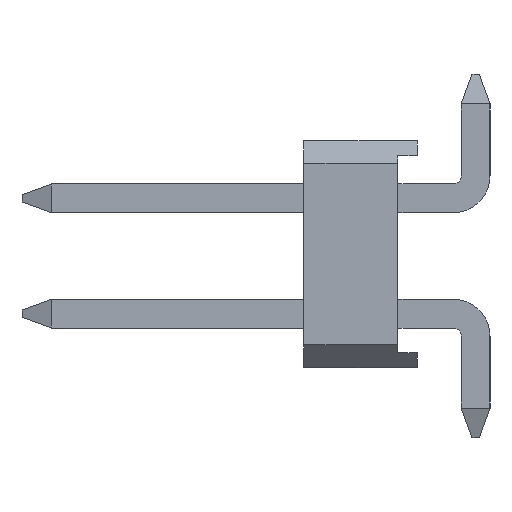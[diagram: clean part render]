
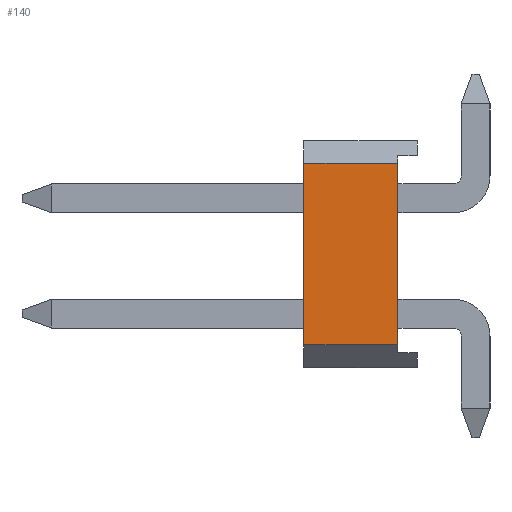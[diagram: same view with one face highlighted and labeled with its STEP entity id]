
A CAD part, left-side view. The second image highlights one B-rep face of the part: STEP entity #140.
In plain terms, the highlighted face is planar.
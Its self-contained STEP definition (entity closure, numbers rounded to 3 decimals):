
#67 = CARTESIAN_POINT ( 'NONE',  ( -0.77, 2.5, -2.54 ) ) ;
#75 = CARTESIAN_POINT ( 'NONE',  ( 3.23, 0.43, -2.54 ) ) ;
#120 = VECTOR ( 'NONE', #1668, 1000. ) ;
#140 = ADVANCED_FACE ( 'NONE', ( #187 ), #646, .F. ) ;
#166 = VERTEX_POINT ( 'NONE', #67 ) ;
#187 = FACE_OUTER_BOUND ( 'NONE', #1477, .T. ) ;
#253 = DIRECTION ( 'NONE',  ( 0., 1., 0. ) ) ;
#349 = VECTOR ( 'NONE', #1632, 1000. ) ;
#452 = AXIS2_PLACEMENT_3D ( 'NONE', #1735, #482, #652 ) ;
#482 = DIRECTION ( 'NONE',  ( 0., 0., 1. ) ) ;
#497 = EDGE_CURVE ( 'NONE', #1493, #978, #1164, .T. ) ;
#555 = VECTOR ( 'NONE', #253, 1000. ) ;
#572 = ORIENTED_EDGE ( 'NONE', *, *, #497, .F. ) ;
#646 = PLANE ( 'NONE',  #452 ) ;
#652 = DIRECTION ( 'NONE',  ( 1., 0., 0. ) ) ;
#674 = CARTESIAN_POINT ( 'NONE',  ( 0., 2.5, -2.54 ) ) ;
#714 = LINE ( 'NONE', #1253, #120 ) ;
#739 = LINE ( 'NONE', #1280, #1060 ) ;
#789 = EDGE_CURVE ( 'NONE', #940, #1493, #739, .T. ) ;
#816 = CARTESIAN_POINT ( 'NONE',  ( 3.23, 2.5, -2.54 ) ) ;
#922 = CARTESIAN_POINT ( 'NONE',  ( 3.23, 2.5, -2.54 ) ) ;
#940 = VERTEX_POINT ( 'NONE', #1730 ) ;
#978 = VERTEX_POINT ( 'NONE', #922 ) ;
#1060 = VECTOR ( 'NONE', #1408, 1000. ) ;
#1164 = LINE ( 'NONE', #816, #555 ) ;
#1253 = CARTESIAN_POINT ( 'NONE',  ( -0.77, 2.5, -2.54 ) ) ;
#1280 = CARTESIAN_POINT ( 'NONE',  ( 3.73, 0.43, -2.54 ) ) ;
#1308 = EDGE_CURVE ( 'NONE', #166, #940, #714, .T. ) ;
#1310 = ORIENTED_EDGE ( 'NONE', *, *, #1308, .F. ) ;
#1373 = ORIENTED_EDGE ( 'NONE', *, *, #1638, .F. ) ;
#1390 = ORIENTED_EDGE ( 'NONE', *, *, #789, .F. ) ;
#1408 = DIRECTION ( 'NONE',  ( 1., 0., 0. ) ) ;
#1477 = EDGE_LOOP ( 'NONE', ( #1390, #1310, #1373, #572 ) ) ;
#1493 = VERTEX_POINT ( 'NONE', #75 ) ;
#1632 = DIRECTION ( 'NONE',  ( -1., 0., 0. ) ) ;
#1638 = EDGE_CURVE ( 'NONE', #978, #166, #1709, .T. ) ;
#1668 = DIRECTION ( 'NONE',  ( 0., -1., 0. ) ) ;
#1709 = LINE ( 'NONE', #674, #349 ) ;
#1730 = CARTESIAN_POINT ( 'NONE',  ( -0.77, 0.43, -2.54 ) ) ;
#1735 = CARTESIAN_POINT ( 'NONE',  ( 3.73, 2.5, -2.54 ) ) ;
